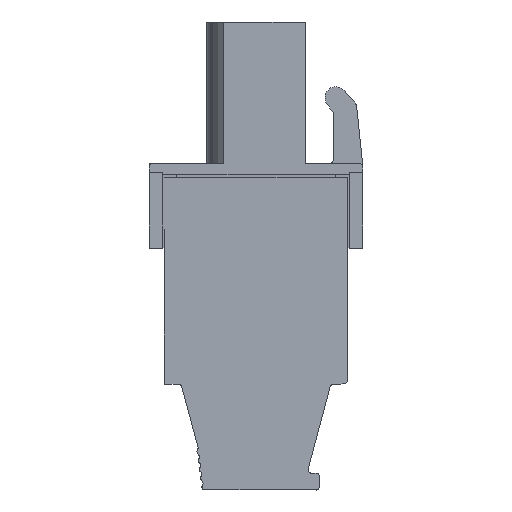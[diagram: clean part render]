
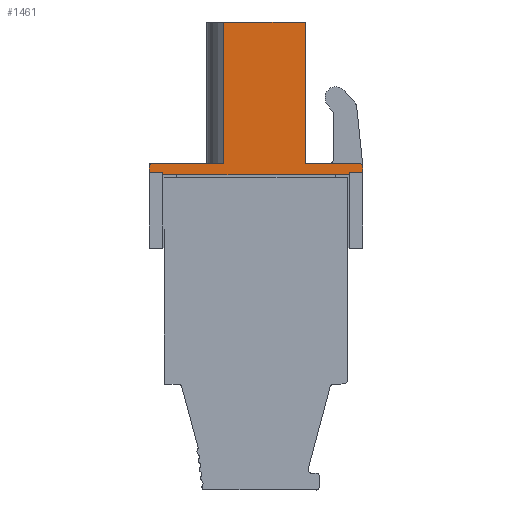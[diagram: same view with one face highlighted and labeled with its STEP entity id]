
A CAD part, left-side view. The second image highlights one B-rep face of the part: STEP entity #1461.
In plain terms, the highlighted planar face has unit normal (-1, 0, 0).
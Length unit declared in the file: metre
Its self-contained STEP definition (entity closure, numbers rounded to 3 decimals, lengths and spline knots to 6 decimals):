
#1461=ADVANCED_FACE('',(#3579),#3580,.T.);
#3579=FACE_OUTER_BOUND('',#6502,.T.);
#3580=PLANE('',#6503);
#6502=EDGE_LOOP('',(#10851,#10852,#10853,#10854,#10855,#10856,#10857,#10858,#10859,#10860,#10861,#10862,#10863,#10864,#10865));
#6503=AXIS2_PLACEMENT_3D('',#10866,#10867,#10868);
#10851=ORIENTED_EDGE('',*,*,#17454,.F.);
#10852=ORIENTED_EDGE('',*,*,#16568,.F.);
#10853=ORIENTED_EDGE('',*,*,#17364,.F.);
#10854=ORIENTED_EDGE('',*,*,#17112,.T.);
#10855=ORIENTED_EDGE('',*,*,#17303,.T.);
#10856=ORIENTED_EDGE('',*,*,#17274,.T.);
#10857=ORIENTED_EDGE('',*,*,#16307,.F.);
#10858=ORIENTED_EDGE('',*,*,#17455,.T.);
#10859=ORIENTED_EDGE('',*,*,#16552,.T.);
#10860=ORIENTED_EDGE('',*,*,#16524,.F.);
#10861=ORIENTED_EDGE('',*,*,#16490,.F.);
#10862=ORIENTED_EDGE('',*,*,#16515,.F.);
#10863=ORIENTED_EDGE('',*,*,#17361,.T.);
#10864=ORIENTED_EDGE('',*,*,#17456,.T.);
#10865=ORIENTED_EDGE('',*,*,#17457,.T.);
#10866=CARTESIAN_POINT('',(-0.021948,-0.030011,-0.068609));
#10867=DIRECTION('',(-1.0,0.,0.));
#10868=DIRECTION('',(0.,0.,-1.0));
#16307=EDGE_CURVE('',#19279,#19281,#19282,.T.);
#16490=EDGE_CURVE('',#19586,#19587,#19588,.T.);
#16515=EDGE_CURVE('',#19632,#19586,#19634,.F.);
#16524=EDGE_CURVE('',#19587,#19648,#19649,.F.);
#16552=EDGE_CURVE('',#19692,#19648,#19693,.T.);
#16568=EDGE_CURVE('',#19719,#19721,#19722,.F.);
#17112=EDGE_CURVE('',#20575,#20573,#20576,.T.);
#17274=EDGE_CURVE('',#20831,#19281,#20832,.T.);
#17303=EDGE_CURVE('',#20573,#20831,#20876,.T.);
#17361=EDGE_CURVE('',#19632,#20956,#20958,.T.);
#17364=EDGE_CURVE('',#20575,#19719,#20961,.T.);
#17454=EDGE_CURVE('',#19721,#21114,#21115,.T.);
#17455=EDGE_CURVE('',#19279,#19692,#21116,.T.);
#17456=EDGE_CURVE('',#20956,#21117,#21118,.T.);
#17457=EDGE_CURVE('',#21117,#21114,#21119,.T.);
#19279=VERTEX_POINT('',#23651);
#19281=VERTEX_POINT('',#23654);
#19282=LINE('',#23655,#23656);
#19586=VERTEX_POINT('',#24127);
#19587=VERTEX_POINT('',#24128);
#19588=LINE('',#24129,#24130);
#19632=VERTEX_POINT('',#24190);
#19634=LINE('',#24193,#24194);
#19648=VERTEX_POINT('',#24214);
#19649=LINE('',#24215,#24216);
#19692=VERTEX_POINT('',#24279);
#19693=LINE('',#24280,#24281);
#19719=VERTEX_POINT('',#24314);
#19721=VERTEX_POINT('',#24317);
#19722=CIRCLE('',#24318,0.000199);
#20573=VERTEX_POINT('',#25590);
#20575=VERTEX_POINT('',#25593);
#20576=LINE('',#25594,#25595);
#20831=VERTEX_POINT('',#25940);
#20832=LINE('',#25941,#25942);
#20876=LINE('',#25999,#26000);
#20956=VERTEX_POINT('',#26100);
#20958=LINE('',#26103,#26104);
#20961=LINE('',#26108,#26109);
#21114=VERTEX_POINT('',#26331);
#21115=LINE('',#26332,#26333);
#21116=LINE('',#26334,#26335);
#21117=VERTEX_POINT('',#26336);
#21118=LINE('',#26337,#26338);
#21119=LINE('',#26339,#26340);
#23651=CARTESIAN_POINT('',(-0.021948,-0.023743,-0.063616));
#23654=CARTESIAN_POINT('',(-0.021948,-0.028137,-0.063616));
#23655=CARTESIAN_POINT('',(-0.021948,-0.030011,-0.063616));
#23656=VECTOR('',#30064,1.0);
#24127=CARTESIAN_POINT('',(-0.021948,-0.035526,-0.064273));
#24128=CARTESIAN_POINT('',(-0.021948,-0.024551,-0.064273));
#24129=CARTESIAN_POINT('',(-0.021948,-0.030011,-0.064273));
#24130=VECTOR('',#30284,1.0);
#24190=CARTESIAN_POINT('',(-0.021948,-0.035526,-0.064142));
#24193=CARTESIAN_POINT('',(-0.021948,-0.035526,-0.068609));
#24194=VECTOR('',#30317,1.0);
#24214=CARTESIAN_POINT('',(-0.021948,-0.024551,-0.064142));
#24215=CARTESIAN_POINT('',(-0.021948,-0.024551,-0.068609));
#24216=VECTOR('',#30324,1.0);
#24279=CARTESIAN_POINT('',(-0.021948,-0.023743,-0.064142));
#24280=CARTESIAN_POINT('',(-0.021948,-0.006217,-0.064142));
#24281=VECTOR('',#30345,1.0);
#24314=CARTESIAN_POINT('',(-0.021948,-0.036128,-0.063616));
#24317=CARTESIAN_POINT('',(-0.021948,-0.036327,-0.063815));
#24318=AXIS2_PLACEMENT_3D('',#30369,#30370,#30371);
#25590=CARTESIAN_POINT('',(-0.021948,-0.032937,-0.05527));
#25593=CARTESIAN_POINT('',(-0.021948,-0.032937,-0.063616));
#25594=CARTESIAN_POINT('',(-0.021948,-0.032937,-0.068609));
#25595=VECTOR('',#30912,1.0);
#25940=CARTESIAN_POINT('',(-0.021948,-0.028137,-0.05527));
#25941=CARTESIAN_POINT('',(-0.021948,-0.028137,-0.068609));
#25942=VECTOR('',#31078,1.0);
#25999=CARTESIAN_POINT('',(-0.021948,-0.030011,-0.05527));
#26000=VECTOR('',#31110,1.0);
#26100=CARTESIAN_POINT('',(-0.021948,-0.036333,-0.064142));
#26103=CARTESIAN_POINT('',(-0.021948,-0.006217,-0.064142));
#26104=VECTOR('',#31192,1.0);
#26108=CARTESIAN_POINT('',(-0.021948,-0.030011,-0.063616));
#26109=VECTOR('',#31193,1.0);
#26331=CARTESIAN_POINT('',(-0.021948,-0.036327,-0.064142));
#26332=CARTESIAN_POINT('',(-0.021948,-0.036327,-0.068609));
#26333=VECTOR('',#31263,1.0);
#26334=CARTESIAN_POINT('',(-0.021948,-0.023743,-0.068609));
#26335=VECTOR('',#31264,1.0);
#26336=CARTESIAN_POINT('',(-0.021948,-0.036333,-0.064142));
#26337=CARTESIAN_POINT('',(-0.021948,-0.036333,-0.068609));
#26338=VECTOR('',#31265,1.0);
#26339=CARTESIAN_POINT('',(-0.021948,-0.030011,-0.064142));
#26340=VECTOR('',#31266,1.0);
#30064=DIRECTION('',(0.,-1.0,0.));
#30284=DIRECTION('',(0.,1.0,0.));
#30317=DIRECTION('',(0.,0.,1.0));
#30324=DIRECTION('',(0.,0.,-1.0));
#30345=DIRECTION('',(0.,-1.0,0.));
#30369=CARTESIAN_POINT('',(-0.021948,-0.036128,-0.063815));
#30370=DIRECTION('',(-1.0,0.,0.));
#30371=DIRECTION('',(0.,0.0,1.0));
#30912=DIRECTION('',(0.,0.,1.0));
#31078=DIRECTION('',(0.,0.,-1.0));
#31110=DIRECTION('',(0.,1.0,0.));
#31192=DIRECTION('',(0.,-1.0,0.));
#31193=DIRECTION('',(0.,-1.0,0.));
#31263=DIRECTION('',(0.,0.,-1.0));
#31264=DIRECTION('',(0.,0.,-1.0));
#31265=DIRECTION('',(0.,0.,1.0));
#31266=DIRECTION('',(0.,1.0,0.));
